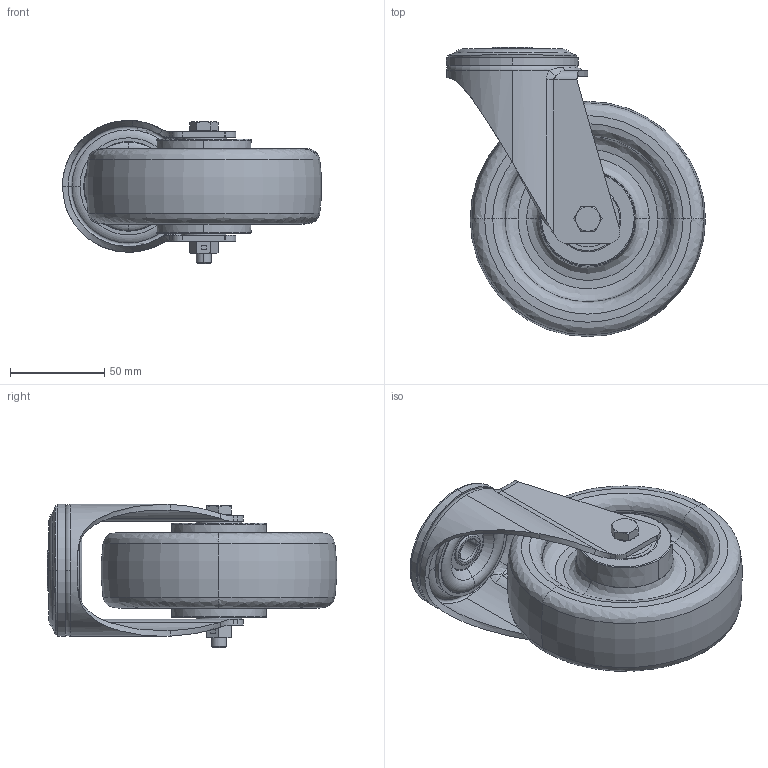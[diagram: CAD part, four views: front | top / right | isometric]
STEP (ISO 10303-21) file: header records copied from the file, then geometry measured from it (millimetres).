
FILE_DESCRIPTION (( 'STEP AP214' ), '1' );
FILE_NAME ('0055943.step', '2023-06-09T08:28:50', ( '' ), ( '' ), 'SwSTEP 2.0', 'SolidWorks 2020', '' );
FILE_SCHEMA (( 'AUTOMOTIVE_DESIGN' ));
Length unit declared in the file: millimetre
Products named in the file (1): 0055943
Bounding box: 137.38 x 153.38 x 76 mm (x, y, z)
Volume: 427854.5 mm3; surface area: 167170.6 mm2
Topology: 20 solids, 21 shells, 677 faces, 1625 edges, 1014 vertices
Faces by surface type: plane 172, bspline 162, cylinder 149, cone 102, torus 92
Entity records: 32934 total; most frequent: CARTESIAN_POINT 10503, ORIENTED_EDGE 3250, DIRECTION 2943, EDGE_CURVE 1625, AXIS2_PLACEMENT_3D 1264, VERTEX_POINT 1014, CIRCLE 748, EDGE_LOOP 745
